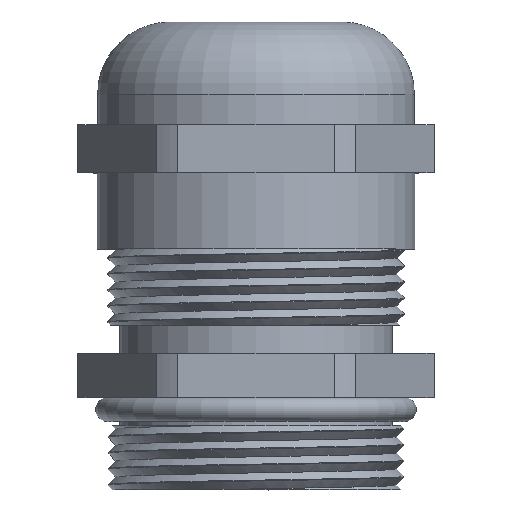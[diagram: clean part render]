
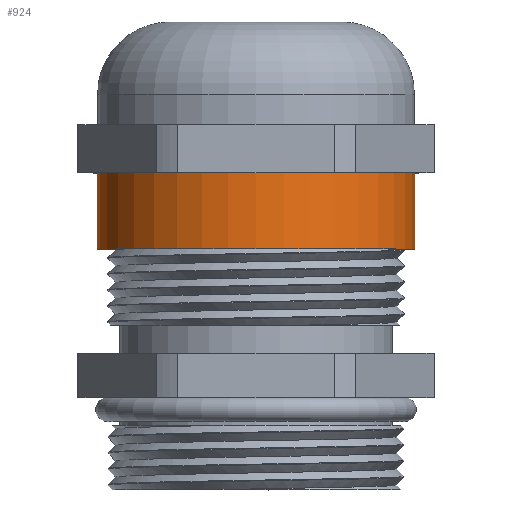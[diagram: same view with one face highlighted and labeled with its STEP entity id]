
A CAD part, top view. The second image highlights one B-rep face of the part: STEP entity #924.
In plain terms, the highlighted cylindrical face has radius 9.9 mm (diameter 19.8 mm), a full revolution.
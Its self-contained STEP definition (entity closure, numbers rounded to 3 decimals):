
#771 = CARTESIAN_POINT ( 'NONE',  ( 0., 19.75, 0. ) ) ;
#772 = DIRECTION ( 'NONE',  ( 0., -1., 0. ) ) ;
#773 = DIRECTION ( 'NONE',  ( 0., 0., -1. ) ) ;
#924 = ADVANCED_FACE ( 'NONE', ( #2201, #2202 ), #2285, .T. ) ;
#1001 = EDGE_CURVE ( 'NONE', #2231, #2231, #2341, .T. ) ;
#1640 = CARTESIAN_POINT ( 'NONE',  ( 0., 19.75, 0. ) ) ;
#1641 = DIRECTION ( 'NONE',  ( 0., 1., 0. ) ) ;
#1642 = DIRECTION ( 'NONE',  ( 0., 0., 1. ) ) ;
#1727 = CARTESIAN_POINT ( 'NONE',  ( 0., 19.75, 9.9 ) ) ;
#1731 = CARTESIAN_POINT ( 'NONE',  ( 0., 15., 9.9 ) ) ;
#1798 = CARTESIAN_POINT ( 'NONE',  ( 0., 15., 0. ) ) ;
#1799 = DIRECTION ( 'NONE',  ( 0., 1., 0. ) ) ;
#1800 = DIRECTION ( 'NONE',  ( 0., 0., 1. ) ) ;
#2177 = EDGE_LOOP ( 'NONE', ( #3470 ) ) ;
#2182 = EDGE_LOOP ( 'NONE', ( #3468 ) ) ;
#2201 = FACE_OUTER_BOUND ( 'NONE', #2177, .T. ) ;
#2202 = FACE_OUTER_BOUND ( 'NONE', #2182, .T. ) ;
#2231 = VERTEX_POINT ( 'NONE', #1727 ) ;
#2232 = VERTEX_POINT ( 'NONE', #1731 ) ;
#2285 = CYLINDRICAL_SURFACE ( 'NONE', #2414, 9.9 ) ;
#2305 = EDGE_CURVE ( 'NONE', #2232, #2232, #2469, .T. ) ;
#2338 = AXIS2_PLACEMENT_3D ( 'NONE', #1640, #1641, #1642 ) ;
#2341 = CIRCLE ( 'NONE', #2338, 9.9 ) ;
#2414 = AXIS2_PLACEMENT_3D ( 'NONE', #771, #772, #773 ) ;
#2469 = CIRCLE ( 'NONE', #2507, 9.9 ) ;
#2507 = AXIS2_PLACEMENT_3D ( 'NONE', #1798, #1799, #1800 ) ;
#3468 = ORIENTED_EDGE ( 'NONE', *, *, #2305, .T. ) ;
#3470 = ORIENTED_EDGE ( 'NONE', *, *, #1001, .F. ) ;
